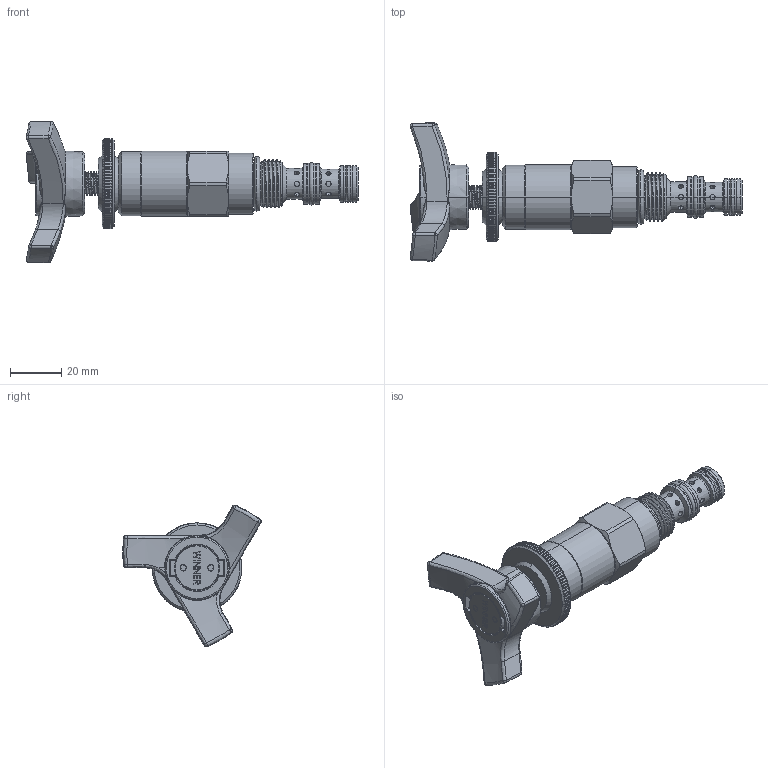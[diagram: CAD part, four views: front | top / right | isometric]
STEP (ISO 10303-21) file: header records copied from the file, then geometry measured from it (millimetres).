
FILE_DESCRIPTION (( 'STEP AP203' ), '1' );
FILE_NAME ('SQ08W30-T.STEP', '2020-03-27T02:15:50', ( '' ), ( '' ), 'SwSTEP 2.0', 'SolidWorks 2018', '' );
FILE_SCHEMA (( 'CONFIG_CONTROL_DESIGN' ));
Length unit declared in the file: millimetre
Products named in the file (1): SQ08W30-T
Bounding box: 129.49 x 54.02 x 55.33 mm (x, y, z)
Volume: 55638.1 mm3; surface area: 21015.1 mm2
Topology: 13 solids, 15 shells, 1039 faces, 2696 edges, 1705 vertices
Faces by surface type: plane 357, cylinder 342, bspline 154, cone 107, sphere 40, torus 39
Entity records: 97873 total; most frequent: CARTESIAN_POINT 74736, ORIENTED_EDGE 5342, DIRECTION 4171, EDGE_CURVE 2671, VERTEX_POINT 1699, AXIS2_PLACEMENT_3D 1642, EDGE_LOOP 1108, ADVANCED_FACE 1039
